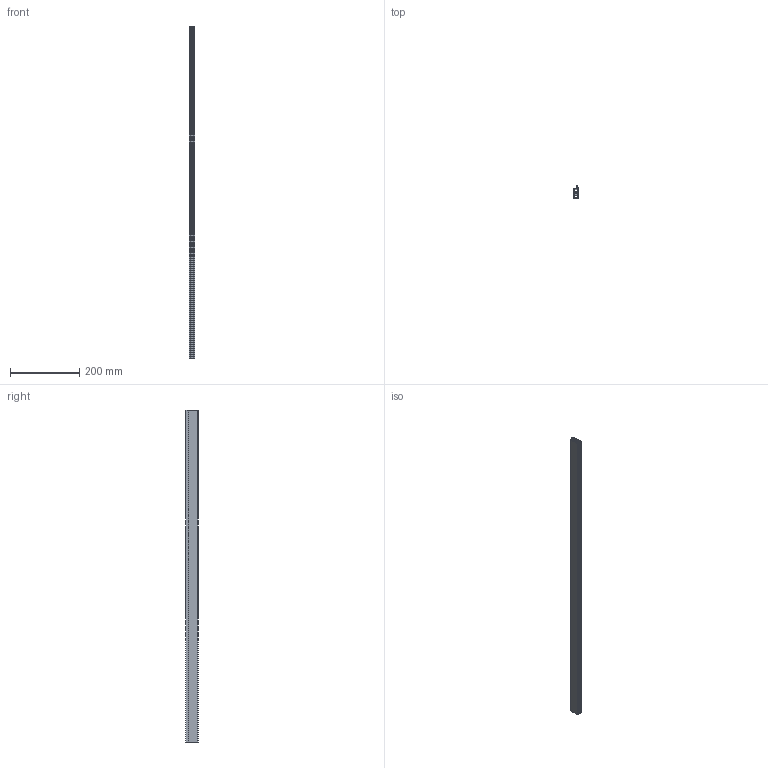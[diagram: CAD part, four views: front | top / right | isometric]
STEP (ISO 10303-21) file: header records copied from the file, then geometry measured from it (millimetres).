
FILE_DESCRIPTION (( 'STEP AP203' ), '1' );
FILE_NAME ('KG D10 959.STEP', '2025-03-07T16:10:26', ( '' ), ( '' ), 'SwSTEP 2.0', 'SolidWorks 2023', '' );
FILE_SCHEMA (( 'CONFIG_CONTROL_DESIGN' ));
Length unit declared in the file: millimetre
Products named in the file (4): Aussengehäuse_13; Schutzprofil_KG D10_959; KG D10 959; Innengeometrie_13
Assembly tree (3 placements, depth 2):
  KG D10 959
    Schutzprofil_KG D10_959
    Aussengehäuse_13
    Innengeometrie_13
Bounding box: 16.5 x 35 x 959 mm (x, y, z)
Volume: 281454.2 mm3; surface area: 407432.4 mm2
Topology: 20 solids, 20 shells, 659 faces, 1857 edges, 1238 vertices
Faces by surface type: plane 329, bspline 298, cylinder 32
Entity records: 35805 total; most frequent: CARTESIAN_POINT 20216, ORIENTED_EDGE 3714, DIRECTION 2059, EDGE_CURVE 1857, VERTEX_POINT 1238, LINE 1197, VECTOR 1197, EDGE_LOOP 739
